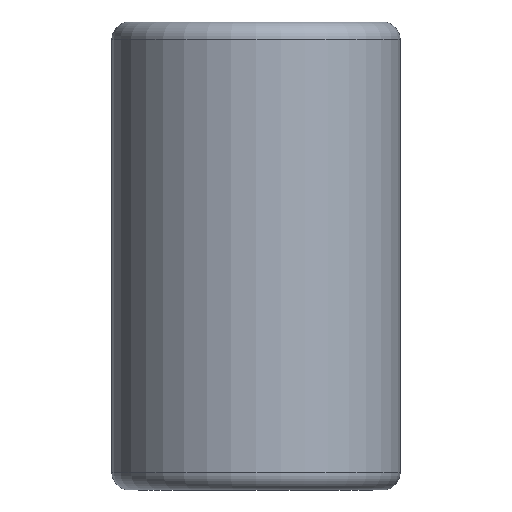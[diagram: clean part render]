
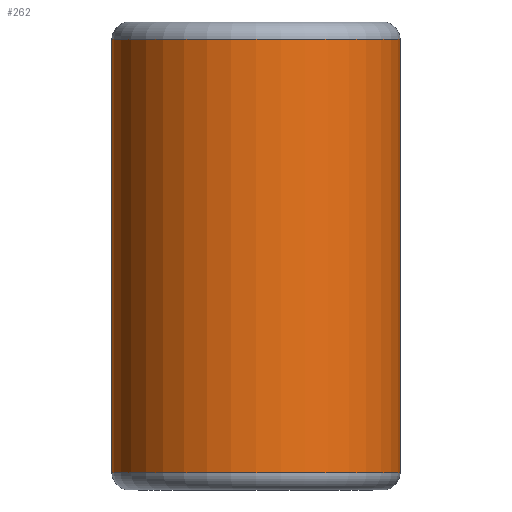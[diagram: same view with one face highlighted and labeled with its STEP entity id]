
A CAD part, front view. The second image highlights one B-rep face of the part: STEP entity #262.
In plain terms, the highlighted cylindrical face has radius 6.337 mm (diameter 12.675 mm), a partial arc.
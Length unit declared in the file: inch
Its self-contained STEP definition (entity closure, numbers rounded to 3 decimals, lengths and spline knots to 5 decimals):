
#19 = DIRECTION ( 'NONE',  ( 0., 0., 1. ) ) ;
#33 = CARTESIAN_POINT ( 'NONE',  ( 0.1875, -0.968, 0. ) ) ;
#120 = AXIS2_PLACEMENT_3D ( 'NONE', #395, #1828, #602 ) ;
#198 = VERTEX_POINT ( 'NONE', #2042 ) ;
#208 = CARTESIAN_POINT ( 'NONE',  ( -0.062, -0.968, 0.375 ) ) ;
#262 = ADVANCED_FACE ( 'NONE', ( #2338 ), #2088, .T. ) ;
#284 = CARTESIAN_POINT ( 'NONE',  ( 0.1875, -0.968, 0.375 ) ) ;
#395 = CARTESIAN_POINT ( 'NONE',  ( 0.1875, -0.968, -0.375 ) ) ;
#415 = ORIENTED_EDGE ( 'NONE', *, *, #2075, .T. ) ;
#420 = AXIS2_PLACEMENT_3D ( 'NONE', #284, #1710, #482 ) ;
#482 = DIRECTION ( 'NONE',  ( 1., 0., 0. ) ) ;
#602 = DIRECTION ( 'NONE',  ( 1., 0., 0. ) ) ;
#664 = ORIENTED_EDGE ( 'NONE', *, *, #2388, .T. ) ;
#690 = VERTEX_POINT ( 'NONE', #208 ) ;
#718 = CARTESIAN_POINT ( 'NONE',  ( -0.062, -0.968, -0.375 ) ) ;
#804 = CARTESIAN_POINT ( 'NONE',  ( -0.062, -0.968, 0.375 ) ) ;
#836 = CIRCLE ( 'NONE', #120, 0.2495 ) ;
#907 = VERTEX_POINT ( 'NONE', #1717 ) ;
#959 = ORIENTED_EDGE ( 'NONE', *, *, #1133, .F. ) ;
#996 = VERTEX_POINT ( 'NONE', #718 ) ;
#1006 = DIRECTION ( 'NONE',  ( 0., 0., -1. ) ) ;
#1017 = VECTOR ( 'NONE', #1006, 39.37008 ) ;
#1133 = EDGE_CURVE ( 'NONE', #690, #198, #2123, .T. ) ;
#1161 = LINE ( 'NONE', #1472, #1638 ) ;
#1472 = CARTESIAN_POINT ( 'NONE',  ( 0.437, -0.968, 0. ) ) ;
#1638 = VECTOR ( 'NONE', #19, 39.37008 ) ;
#1710 = DIRECTION ( 'NONE',  ( 0., 0., 1. ) ) ;
#1717 = CARTESIAN_POINT ( 'NONE',  ( 0.437, -0.968, -0.375 ) ) ;
#1827 = EDGE_LOOP ( 'NONE', ( #664, #2583, #959, #415 ) ) ;
#1828 = DIRECTION ( 'NONE',  ( 0., 0., 1. ) ) ;
#1861 = DIRECTION ( 'NONE',  ( 0., 0., 1. ) ) ;
#1927 = AXIS2_PLACEMENT_3D ( 'NONE', #33, #1861, #2276 ) ;
#2042 = CARTESIAN_POINT ( 'NONE',  ( 0.437, -0.968, 0.375 ) ) ;
#2075 = EDGE_CURVE ( 'NONE', #690, #996, #2635, .T. ) ;
#2088 = CYLINDRICAL_SURFACE ( 'NONE', #1927, 0.2495 ) ;
#2123 = CIRCLE ( 'NONE', #420, 0.2495 ) ;
#2197 = EDGE_CURVE ( 'NONE', #907, #198, #1161, .T. ) ;
#2276 = DIRECTION ( 'NONE',  ( 1., 0., 0. ) ) ;
#2338 = FACE_OUTER_BOUND ( 'NONE', #1827, .T. ) ;
#2388 = EDGE_CURVE ( 'NONE', #996, #907, #836, .T. ) ;
#2583 = ORIENTED_EDGE ( 'NONE', *, *, #2197, .T. ) ;
#2635 = LINE ( 'NONE', #804, #1017 ) ;
